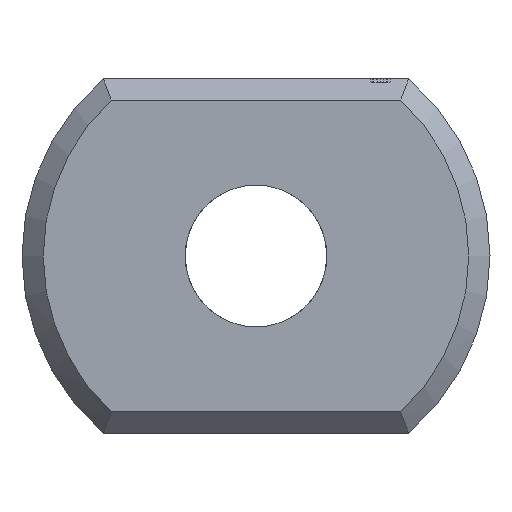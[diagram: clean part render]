
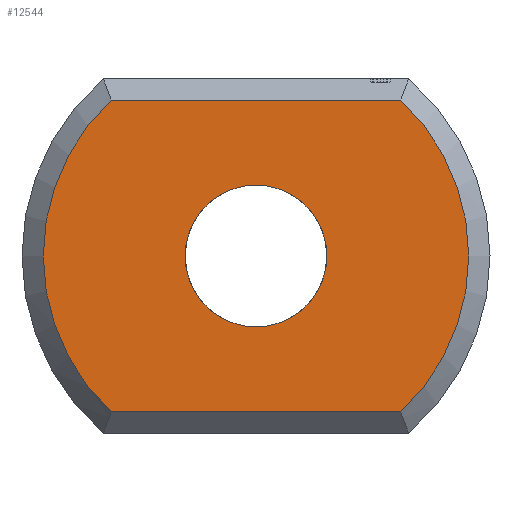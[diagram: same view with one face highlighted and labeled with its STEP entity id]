
A CAD part, left-side view. The second image highlights one B-rep face of the part: STEP entity #12544.
In plain terms, the highlighted planar face has unit normal (-1, 0, 0).
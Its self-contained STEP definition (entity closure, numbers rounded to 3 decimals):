
#298 = PLANE('',#299);
#299 = AXIS2_PLACEMENT_3D('',#300,#301,#302);
#300 = CARTESIAN_POINT('',(0.15,-2.154,-2.35));
#301 = DIRECTION('',(-0.707,0.,-0.707));
#302 = DIRECTION('',(0.,-1.,0.));
#725 = CONICAL_SURFACE('',#726,3.3,0.785);
#726 = AXIS2_PLACEMENT_3D('',#727,#728,#729);
#727 = CARTESIAN_POINT('',(0.3,0.,0.));
#728 = DIRECTION('',(1.,0.,0.));
#729 = DIRECTION('',(0.,0.653,-0.758));
#872 = CONICAL_SURFACE('',#873,3.3,0.785);
#873 = AXIS2_PLACEMENT_3D('',#874,#875,#876);
#874 = CARTESIAN_POINT('',(0.3,0.,0.));
#875 = DIRECTION('',(1.,0.,0.));
#876 = DIRECTION('',(0.,-0.653,0.758));
#909 = VERTEX_POINT('',#910);
#910 = CARTESIAN_POINT('',(0.,-2.04,-2.2));
#937 = VERTEX_POINT('',#938);
#938 = CARTESIAN_POINT('',(0.,2.04,-2.2));
#963 = EDGE_CURVE('',#909,#937,#964,.T.);
#964 = SURFACE_CURVE('',#965,(#969,#976),.PCURVE_S1.);
#965 = LINE('',#966,#967);
#966 = CARTESIAN_POINT('',(0.,-2.154,-2.2));
#967 = VECTOR('',#968,1.);
#968 = DIRECTION('',(0.,1.,0.));
#969 = PCURVE('',#298,#970);
#970 = DEFINITIONAL_REPRESENTATION('',(#971),#975);
#971 = LINE('',#972,#973);
#972 = CARTESIAN_POINT('',(0.,0.212));
#973 = VECTOR('',#974,1.);
#974 = DIRECTION('',(-1.,0.));
#975 = ( GEOMETRIC_REPRESENTATION_CONTEXT(2) 
PARAMETRIC_REPRESENTATION_CONTEXT() REPRESENTATION_CONTEXT('2D SPACE',''
  ) );
#976 = PCURVE('',#977,#982);
#977 = PLANE('',#978);
#978 = AXIS2_PLACEMENT_3D('',#979,#980,#981);
#979 = CARTESIAN_POINT('',(0.,0.,
    0.));
#980 = DIRECTION('',(1.,0.,0.));
#981 = DIRECTION('',(0.,0.,1.));
#982 = DEFINITIONAL_REPRESENTATION('',(#983),#987);
#983 = LINE('',#984,#985);
#984 = CARTESIAN_POINT('',(-2.2,2.154));
#985 = VECTOR('',#986,1.);
#986 = DIRECTION('',(0.,-1.));
#987 = ( GEOMETRIC_REPRESENTATION_CONTEXT(2) 
PARAMETRIC_REPRESENTATION_CONTEXT() REPRESENTATION_CONTEXT('2D SPACE',''
  ) );
#1826 = PLANE('',#1827);
#1827 = AXIS2_PLACEMENT_3D('',#1828,#1829,#1830);
#1828 = CARTESIAN_POINT('',(0.15,-2.154,2.35));
#1829 = DIRECTION('',(0.707,0.,-0.707
    ));
#1830 = DIRECTION('',(0.,-1.,0.));
#12331 = VERTEX_POINT('',#12332);
#12332 = CARTESIAN_POINT('',(0.,2.04,2.2));
#12357 = EDGE_CURVE('',#937,#12331,#12358,.T.);
#12358 = SURFACE_CURVE('',#12359,(#12364,#12371),.PCURVE_S1.);
#12359 = CIRCLE('',#12360,3.);
#12360 = AXIS2_PLACEMENT_3D('',#12361,#12362,#12363);
#12361 = CARTESIAN_POINT('',(0.,0.,
    0.));
#12362 = DIRECTION('',(1.,0.,0.));
#12363 = DIRECTION('',(0.,0.653,-0.758)
  );
#12364 = PCURVE('',#725,#12365);
#12365 = DEFINITIONAL_REPRESENTATION('',(#12366),#12370);
#12366 = LINE('',#12367,#12368);
#12367 = CARTESIAN_POINT('',(0.,-0.3));
#12368 = VECTOR('',#12369,1.);
#12369 = DIRECTION('',(1.,-0.));
#12370 = ( GEOMETRIC_REPRESENTATION_CONTEXT(2) 
PARAMETRIC_REPRESENTATION_CONTEXT() REPRESENTATION_CONTEXT('2D SPACE',''
  ) );
#12371 = PCURVE('',#977,#12372);
#12372 = DEFINITIONAL_REPRESENTATION('',(#12373),#12377);
#12373 = CIRCLE('',#12374,3.);
#12374 = AXIS2_PLACEMENT_2D('',#12375,#12376);
#12375 = CARTESIAN_POINT('',(0.,0.));
#12376 = DIRECTION('',(-0.758,-0.653));
#12377 = ( GEOMETRIC_REPRESENTATION_CONTEXT(2) 
PARAMETRIC_REPRESENTATION_CONTEXT() REPRESENTATION_CONTEXT('2D SPACE',''
  ) );
#12495 = VERTEX_POINT('',#12496);
#12496 = CARTESIAN_POINT('',(0.,-2.04,2.2));
#12523 = EDGE_CURVE('',#12495,#909,#12524,.T.);
#12524 = SURFACE_CURVE('',#12525,(#12530,#12537),.PCURVE_S1.);
#12525 = CIRCLE('',#12526,3.);
#12526 = AXIS2_PLACEMENT_3D('',#12527,#12528,#12529);
#12527 = CARTESIAN_POINT('',(0.,0.,
    0.));
#12528 = DIRECTION('',(1.,0.,0.));
#12529 = DIRECTION('',(0.,-0.653,0.758)
  );
#12530 = PCURVE('',#872,#12531);
#12531 = DEFINITIONAL_REPRESENTATION('',(#12532),#12536);
#12532 = LINE('',#12533,#12534);
#12533 = CARTESIAN_POINT('',(0.,-0.3));
#12534 = VECTOR('',#12535,1.);
#12535 = DIRECTION('',(1.,-0.));
#12536 = ( GEOMETRIC_REPRESENTATION_CONTEXT(2) 
PARAMETRIC_REPRESENTATION_CONTEXT() REPRESENTATION_CONTEXT('2D SPACE',''
  ) );
#12537 = PCURVE('',#977,#12538);
#12538 = DEFINITIONAL_REPRESENTATION('',(#12539),#12543);
#12539 = CIRCLE('',#12540,3.);
#12540 = AXIS2_PLACEMENT_2D('',#12541,#12542);
#12541 = CARTESIAN_POINT('',(0.,0.));
#12542 = DIRECTION('',(0.758,0.653));
#12543 = ( GEOMETRIC_REPRESENTATION_CONTEXT(2) 
PARAMETRIC_REPRESENTATION_CONTEXT() REPRESENTATION_CONTEXT('2D SPACE',''
  ) );
#12544 = ADVANCED_FACE('',(#12545,#12571),#977,.F.);
#12545 = FACE_BOUND('',#12546,.F.);
#12546 = EDGE_LOOP('',(#12547,#12548,#12569,#12570));
#12547 = ORIENTED_EDGE('',*,*,#12357,.T.);
#12548 = ORIENTED_EDGE('',*,*,#12549,.F.);
#12549 = EDGE_CURVE('',#12495,#12331,#12550,.T.);
#12550 = SURFACE_CURVE('',#12551,(#12555,#12562),.PCURVE_S1.);
#12551 = LINE('',#12552,#12553);
#12552 = CARTESIAN_POINT('',(0.,-2.154,2.2));
#12553 = VECTOR('',#12554,1.);
#12554 = DIRECTION('',(0.,1.,0.));
#12555 = PCURVE('',#977,#12556);
#12556 = DEFINITIONAL_REPRESENTATION('',(#12557),#12561);
#12557 = LINE('',#12558,#12559);
#12558 = CARTESIAN_POINT('',(2.2,2.154));
#12559 = VECTOR('',#12560,1.);
#12560 = DIRECTION('',(0.,-1.));
#12561 = ( GEOMETRIC_REPRESENTATION_CONTEXT(2) 
PARAMETRIC_REPRESENTATION_CONTEXT() REPRESENTATION_CONTEXT('2D SPACE',''
  ) );
#12562 = PCURVE('',#1826,#12563);
#12563 = DEFINITIONAL_REPRESENTATION('',(#12564),#12568);
#12564 = LINE('',#12565,#12566);
#12565 = CARTESIAN_POINT('',(0.,0.212));
#12566 = VECTOR('',#12567,1.);
#12567 = DIRECTION('',(-1.,0.));
#12568 = ( GEOMETRIC_REPRESENTATION_CONTEXT(2) 
PARAMETRIC_REPRESENTATION_CONTEXT() REPRESENTATION_CONTEXT('2D SPACE',''
  ) );
#12569 = ORIENTED_EDGE('',*,*,#12523,.T.);
#12570 = ORIENTED_EDGE('',*,*,#963,.T.);
#12571 = FACE_BOUND('',#12572,.T.);
#12572 = EDGE_LOOP('',(#12573));
#12573 = ORIENTED_EDGE('',*,*,#12574,.T.);
#12574 = EDGE_CURVE('',#12575,#12575,#12577,.T.);
#12575 = VERTEX_POINT('',#12576);
#12576 = CARTESIAN_POINT('',(0.,1.,0.));
#12577 = SURFACE_CURVE('',#12578,(#12583,#12590),.PCURVE_S1.);
#12578 = CIRCLE('',#12579,1.);
#12579 = AXIS2_PLACEMENT_3D('',#12580,#12581,#12582);
#12580 = CARTESIAN_POINT('',(0.,0.,0.));
#12581 = DIRECTION('',(1.,0.,0.));
#12582 = DIRECTION('',(0.,1.,0.));
#12583 = PCURVE('',#977,#12584);
#12584 = DEFINITIONAL_REPRESENTATION('',(#12585),#12589);
#12585 = CIRCLE('',#12586,1.);
#12586 = AXIS2_PLACEMENT_2D('',#12587,#12588);
#12587 = CARTESIAN_POINT('',(0.,0.));
#12588 = DIRECTION('',(0.,-1.));
#12589 = ( GEOMETRIC_REPRESENTATION_CONTEXT(2) 
PARAMETRIC_REPRESENTATION_CONTEXT() REPRESENTATION_CONTEXT('2D SPACE',''
  ) );
#12590 = PCURVE('',#12591,#12596);
#12591 = CYLINDRICAL_SURFACE('',#12592,1.);
#12592 = AXIS2_PLACEMENT_3D('',#12593,#12594,#12595);
#12593 = CARTESIAN_POINT('',(0.,0.,0.));
#12594 = DIRECTION('',(-1.,0.,0.));
#12595 = DIRECTION('',(0.,1.,0.));
#12596 = DEFINITIONAL_REPRESENTATION('',(#12597),#12601);
#12597 = LINE('',#12598,#12599);
#12598 = CARTESIAN_POINT('',(-0.,0.));
#12599 = VECTOR('',#12600,1.);
#12600 = DIRECTION('',(-1.,0.));
#12601 = ( GEOMETRIC_REPRESENTATION_CONTEXT(2) 
PARAMETRIC_REPRESENTATION_CONTEXT() REPRESENTATION_CONTEXT('2D SPACE',''
  ) );
